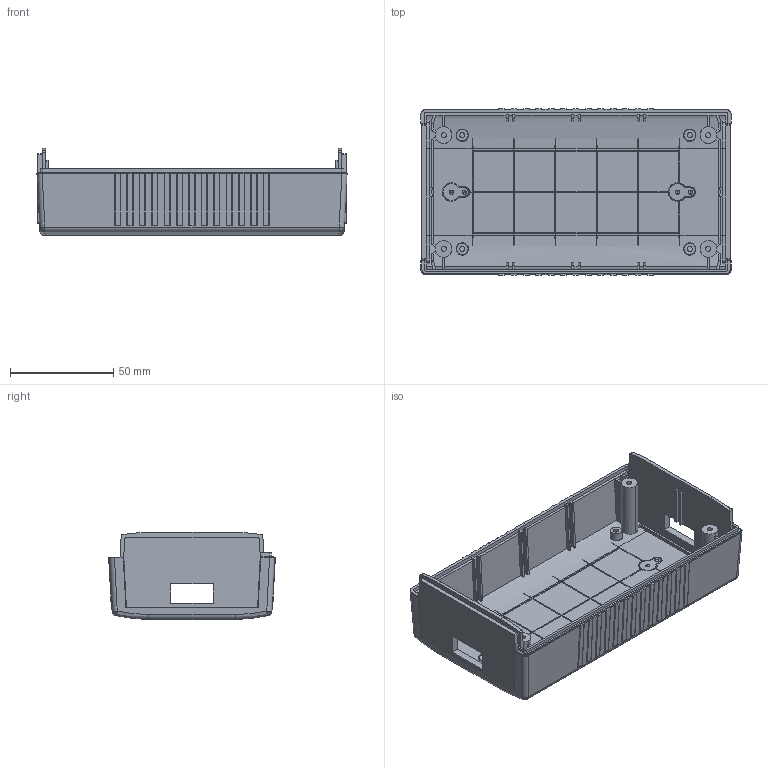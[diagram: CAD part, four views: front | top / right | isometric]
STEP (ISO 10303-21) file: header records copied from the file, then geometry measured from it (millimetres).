
FILE_DESCRIPTION (( 'STEP AP214' ), '1' );
FILE_NAME ('Áåç êðûøêè.STEP', '2019-05-06T12:09:07', ( 'vlasin' ), ( '' ), 'SwSTEP 2.0', 'SolidWorks 2010', '' );
FILE_SCHEMA (( 'AUTOMOTIVE_DESIGN' ));
Length unit declared in the file: millimetre
Products named in the file (3): G416  G445_3; G416  G445; Áåç êðûøêè
Assembly tree (3 placements, depth 2):
  Áåç êðûøêè
    G416  G445  x2
    G416  G445_3
Bounding box: 150 x 80.6 x 42.1 mm (x, y, z)
Volume: 73199.9 mm3; surface area: 60694.4 mm2
Topology: 3 solids, 3 shells, 578 faces, 1556 edges, 992 vertices
Faces by surface type: plane 374, cylinder 162, cone 32, bspline 10
Entity records: 23846 total; most frequent: CARTESIAN_POINT 4933, ORIENTED_EDGE 2876, DIRECTION 2489, EDGE_CURVE 1438, VECTOR 969, LINE 969, VERTEX_POINT 920, AXIS2_PLACEMENT_3D 760
